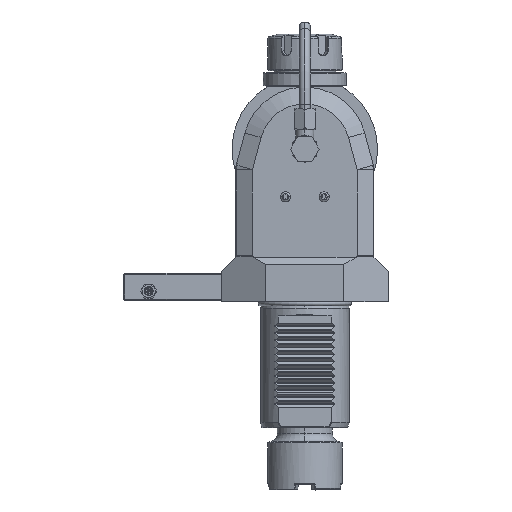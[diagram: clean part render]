
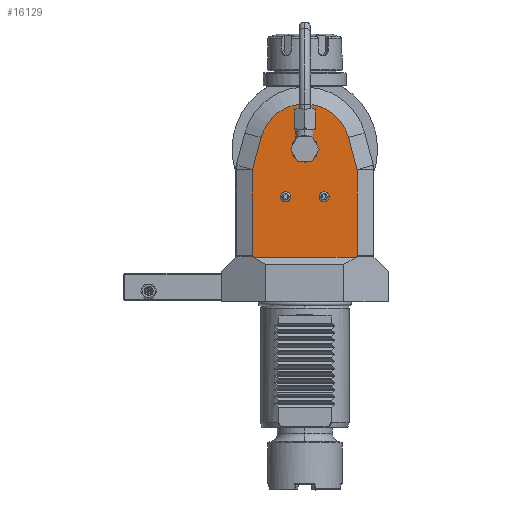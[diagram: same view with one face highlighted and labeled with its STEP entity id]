
A CAD part, top view. The second image highlights one B-rep face of the part: STEP entity #16129.
In plain terms, the highlighted planar face has unit normal (0, 0, 1).
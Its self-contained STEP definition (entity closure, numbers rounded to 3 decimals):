
#391=DIRECTION('',(0.,-1.,0.));
#392=VECTOR('',#391,0.714);
#393=CARTESIAN_POINT('',(-28.928,-60.286,40.));
#394=LINE('',#393,#392);
#419=DIRECTION('',(0.,-1.,0.));
#420=VECTOR('',#419,0.714);
#421=CARTESIAN_POINT('',(28.928,-60.286,40.));
#422=LINE('',#421,#420);
#662=DIRECTION('',(-1.,0.,0.));
#663=VECTOR('',#662,57.856);
#664=CARTESIAN_POINT('',(28.928,-61.,40.));
#665=LINE('',#664,#663);
#666=DIRECTION('',(0.894,-0.447,0.));
#667=VECTOR('',#666,0.639);
#668=CARTESIAN_POINT('',(-29.5,-60.,40.));
#669=LINE('',#668,#667);
#670=DIRECTION('',(0.,-1.,0.));
#671=VECTOR('',#670,48.363);
#672=CARTESIAN_POINT('',(-29.5,-11.637,40.));
#673=LINE('',#672,#671);
#674=CARTESIAN_POINT('',(-29.,-11.637,40.));
#675=DIRECTION('',(0.,0.,1.));
#676=DIRECTION('',(-0.966,0.259,0.));
#677=AXIS2_PLACEMENT_3D('',#674,#675,#676);
#679=DIRECTION('',(-0.259,-0.966,0.));
#680=VECTOR('',#679,18.746);
#681=CARTESIAN_POINT('',(-24.631,6.6,40.));
#682=LINE('',#681,#680);
#683=CARTESIAN_POINT('',(0.,0.,40.));
#684=DIRECTION('',(0.,0.,1.));
#685=DIRECTION('',(0.966,0.259,0.));
#686=AXIS2_PLACEMENT_3D('',#683,#684,#685);
#688=DIRECTION('',(-0.259,0.966,0.));
#689=VECTOR('',#688,18.746);
#690=CARTESIAN_POINT('',(29.483,-11.507,40.));
#691=LINE('',#690,#689);
#692=CARTESIAN_POINT('',(29.,-11.637,40.));
#693=DIRECTION('',(0.,0.,1.));
#694=DIRECTION('',(1.,0.,0.));
#695=AXIS2_PLACEMENT_3D('',#692,#693,#694);
#697=DIRECTION('',(0.,1.,0.));
#698=VECTOR('',#697,48.363);
#699=CARTESIAN_POINT('',(29.5,-60.,40.));
#700=LINE('',#699,#698);
#701=DIRECTION('',(0.894,0.447,0.));
#702=VECTOR('',#701,0.639);
#703=CARTESIAN_POINT('',(28.928,-60.286,40.));
#704=LINE('',#703,#702);
#705=CARTESIAN_POINT('',(0.,0.,40.));
#706=DIRECTION('',(0.,0.,1.));
#707=DIRECTION('',(1.,0.,0.));
#708=AXIS2_PLACEMENT_3D('',#705,#706,#707);
#710=CARTESIAN_POINT('',(0.,0.,40.));
#711=DIRECTION('',(0.,0.,1.));
#712=DIRECTION('',(-1.,0.,0.));
#713=AXIS2_PLACEMENT_3D('',#710,#711,#712);
#715=CARTESIAN_POINT('',(10.864,-26.888,40.));
#716=DIRECTION('',(0.,0.,1.));
#717=DIRECTION('',(-1.,0.,0.));
#718=AXIS2_PLACEMENT_3D('',#715,#716,#717);
#720=CARTESIAN_POINT('',(10.864,-26.888,40.));
#721=DIRECTION('',(0.,0.,1.));
#722=DIRECTION('',(1.,0.,0.));
#723=AXIS2_PLACEMENT_3D('',#720,#721,#722);
#725=CARTESIAN_POINT('',(-10.864,-26.888,40.));
#726=DIRECTION('',(0.,0.,1.));
#727=DIRECTION('',(-1.,0.,0.));
#728=AXIS2_PLACEMENT_3D('',#725,#726,#727);
#730=CARTESIAN_POINT('',(-10.864,-26.888,40.));
#731=DIRECTION('',(0.,0.,1.));
#732=DIRECTION('',(1.,0.,0.));
#733=AXIS2_PLACEMENT_3D('',#730,#731,#732);
#13799=CARTESIAN_POINT('',(24.631,6.6,40.));
#13800=CARTESIAN_POINT('',(-24.631,6.6,40.));
#13801=VERTEX_POINT('',#13799);
#13802=VERTEX_POINT('',#13800);
#13815=CARTESIAN_POINT('',(-29.483,-11.507,40.));
#13816=VERTEX_POINT('',#13815);
#13817=CARTESIAN_POINT('',(29.483,-11.507,40.));
#13818=VERTEX_POINT('',#13817);
#13819=CARTESIAN_POINT('',(-29.5,-11.637,40.));
#13820=VERTEX_POINT('',#13819);
#13821=CARTESIAN_POINT('',(29.5,-11.637,40.));
#13822=VERTEX_POINT('',#13821);
#13840=CARTESIAN_POINT('',(29.5,-60.,40.));
#13842=VERTEX_POINT('',#13840);
#13843=CARTESIAN_POINT('',(-29.5,-60.,40.));
#13845=VERTEX_POINT('',#13843);
#14157=CARTESIAN_POINT('',(-13.714,-26.888,40.));
#14158=CARTESIAN_POINT('',(-8.014,-26.888,40.));
#14159=VERTEX_POINT('',#14157);
#14160=VERTEX_POINT('',#14158);
#14193=CARTESIAN_POINT('',(8.014,-26.888,40.));
#14194=CARTESIAN_POINT('',(13.714,-26.888,40.));
#14195=VERTEX_POINT('',#14193);
#14196=VERTEX_POINT('',#14194);
#14957=CARTESIAN_POINT('',(6.5,0.,40.));
#14958=CARTESIAN_POINT('',(-6.5,0.,40.));
#14959=VERTEX_POINT('',#14957);
#14960=VERTEX_POINT('',#14958);
#15260=CARTESIAN_POINT('',(28.928,-60.286,40.));
#15261=VERTEX_POINT('',#15260);
#15262=CARTESIAN_POINT('',(-28.928,-60.286,40.));
#15263=VERTEX_POINT('',#15262);
#15344=CARTESIAN_POINT('',(-28.928,-61.,40.));
#15345=VERTEX_POINT('',#15344);
#15346=CARTESIAN_POINT('',(28.928,-61.,40.));
#15347=VERTEX_POINT('',#15346);
#16085=CARTESIAN_POINT('',(0.,0.,40.));
#16086=DIRECTION('',(0.,0.,1.));
#16087=DIRECTION('',(1.,0.,0.));
#16088=AXIS2_PLACEMENT_3D('',#16085,#16086,#16087);
#16089=PLANE('',#16088);
#16091=ORIENTED_EDGE('',*,*,#16090,.T.);
#16092=ORIENTED_EDGE('',*,*,#15702,.F.);
#16094=ORIENTED_EDGE('',*,*,#16093,.F.);
#16096=ORIENTED_EDGE('',*,*,#16095,.F.);
#16097=ORIENTED_EDGE('',*,*,#16077,.F.);
#16098=ORIENTED_EDGE('',*,*,#16038,.F.);
#16099=ORIENTED_EDGE('',*,*,#16021,.F.);
#16101=ORIENTED_EDGE('',*,*,#16100,.F.);
#16103=ORIENTED_EDGE('',*,*,#16102,.F.);
#16105=ORIENTED_EDGE('',*,*,#16104,.F.);
#16107=ORIENTED_EDGE('',*,*,#16106,.F.);
#16108=ORIENTED_EDGE('',*,*,#15736,.T.);
#16109=EDGE_LOOP('',(#16091,#16092,#16094,#16096,#16097,#16098,#16099,#16101,
#16103,#16105,#16107,#16108));
#16110=FACE_OUTER_BOUND('',#16109,.F.);
#16112=ORIENTED_EDGE('',*,*,#16111,.T.);
#16114=ORIENTED_EDGE('',*,*,#16113,.T.);
#16115=EDGE_LOOP('',(#16112,#16114));
#16116=FACE_BOUND('',#16115,.F.);
#16118=ORIENTED_EDGE('',*,*,#16117,.T.);
#16120=ORIENTED_EDGE('',*,*,#16119,.T.);
#16121=EDGE_LOOP('',(#16118,#16120));
#16122=FACE_BOUND('',#16121,.F.);
#16124=ORIENTED_EDGE('',*,*,#16123,.T.);
#16126=ORIENTED_EDGE('',*,*,#16125,.T.);
#16127=EDGE_LOOP('',(#16124,#16126));
#16128=FACE_BOUND('',#16127,.F.);
#678=CIRCLE('',#677,0.5);
#687=CIRCLE('',#686,25.5);
#696=CIRCLE('',#695,0.5);
#709=CIRCLE('',#708,6.5);
#714=CIRCLE('',#713,6.5);
#719=CIRCLE('',#718,2.85);
#724=CIRCLE('',#723,2.85);
#729=CIRCLE('',#728,2.85);
#734=CIRCLE('',#733,2.85);
#15702=EDGE_CURVE('',#15263,#15345,#394,.T.);
#15736=EDGE_CURVE('',#15261,#15347,#422,.T.);
#16021=EDGE_CURVE('',#13801,#13802,#687,.T.);
#16038=EDGE_CURVE('',#13802,#13816,#682,.T.);
#16077=EDGE_CURVE('',#13816,#13820,#678,.T.);
#16090=EDGE_CURVE('',#15347,#15345,#665,.T.);
#16093=EDGE_CURVE('',#13845,#15263,#669,.T.);
#16095=EDGE_CURVE('',#13820,#13845,#673,.T.);
#16100=EDGE_CURVE('',#13818,#13801,#691,.T.);
#16102=EDGE_CURVE('',#13822,#13818,#696,.T.);
#16104=EDGE_CURVE('',#13842,#13822,#700,.T.);
#16106=EDGE_CURVE('',#15261,#13842,#704,.T.);
#16111=EDGE_CURVE('',#14959,#14960,#709,.T.);
#16113=EDGE_CURVE('',#14960,#14959,#714,.T.);
#16117=EDGE_CURVE('',#14195,#14196,#719,.T.);
#16119=EDGE_CURVE('',#14196,#14195,#724,.T.);
#16123=EDGE_CURVE('',#14159,#14160,#729,.T.);
#16125=EDGE_CURVE('',#14160,#14159,#734,.T.);
#16129=ADVANCED_FACE('',(#16110,#16116,#16122,#16128),#16089,.T.);
